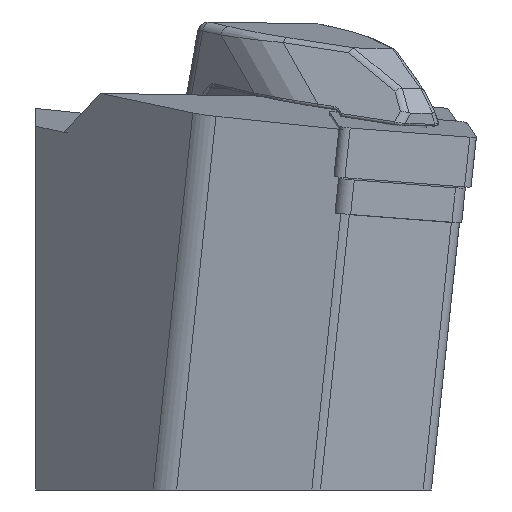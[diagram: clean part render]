
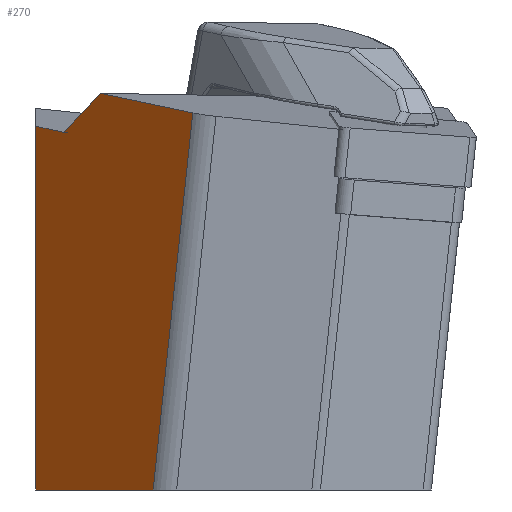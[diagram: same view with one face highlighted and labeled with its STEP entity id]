
A CAD part, left-side view. The second image highlights one B-rep face of the part: STEP entity #270.
In plain terms, the highlighted planar face has unit normal (-0.703, 0.711, 0).
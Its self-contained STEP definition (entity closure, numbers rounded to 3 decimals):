
#270=ADVANCED_FACE('',(#446),#394,.F.);
#394=PLANE('',#2228);
#446=FACE_OUTER_BOUND('',#564,.T.);
#564=EDGE_LOOP('',(#1070,#1071,#1072,#1073,#1074,#1075));
#706=LINE('',#3118,#877);
#716=LINE('',#3141,#887);
#717=LINE('',#3143,#888);
#718=LINE('',#3145,#889);
#719=LINE('',#3147,#890);
#720=LINE('',#3149,#891);
#877=VECTOR('',#2480,1.);
#887=VECTOR('',#2498,1.);
#888=VECTOR('',#2499,1.);
#889=VECTOR('',#2500,1.);
#890=VECTOR('',#2501,1.);
#891=VECTOR('',#2502,1.);
#1070=ORIENTED_EDGE('',*,*,#1870,.F.);
#1071=ORIENTED_EDGE('',*,*,#1871,.T.);
#1072=ORIENTED_EDGE('',*,*,#1872,.F.);
#1073=ORIENTED_EDGE('',*,*,#1873,.F.);
#1074=ORIENTED_EDGE('',*,*,#1874,.T.);
#1075=ORIENTED_EDGE('',*,*,#1859,.F.);
#1662=VERTEX_POINT('',#3117);
#1663=VERTEX_POINT('',#3119);
#1672=VERTEX_POINT('',#3142);
#1673=VERTEX_POINT('',#3144);
#1674=VERTEX_POINT('',#3146);
#1675=VERTEX_POINT('',#3148);
#1859=EDGE_CURVE('',#1662,#1663,#706,.T.);
#1870=EDGE_CURVE('',#1672,#1662,#716,.T.);
#1871=EDGE_CURVE('',#1672,#1673,#717,.T.);
#1872=EDGE_CURVE('',#1674,#1673,#718,.T.);
#1873=EDGE_CURVE('',#1675,#1674,#719,.T.);
#1874=EDGE_CURVE('',#1675,#1663,#720,.T.);
#2228=AXIS2_PLACEMENT_3D('',#3150,#2503,#2504);
#2480=DIRECTION('',(-0.703,-0.696,-0.147));
#2498=DIRECTION('',(-0.572,-0.566,0.594));
#2499=DIRECTION('',(0.703,0.696,0.147));
#2500=DIRECTION('',(0.001,0.,1.));
#2501=DIRECTION('',(0.711,0.703,0.));
#2502=DIRECTION('',(-0.105,-0.104,0.989));
#2503=DIRECTION('',(0.703,-0.711,0.));
#2504=DIRECTION('',(0.711,0.703,0.));
#3117=CARTESIAN_POINT('',(10.149,-5.909,3.998));
#3118=CARTESIAN_POINT('',(1.702,-14.263,2.227));
#3119=CARTESIAN_POINT('',(1.702,-14.263,2.227));
#3141=CARTESIAN_POINT('',(21.308,5.136,-7.584));
#3142=CARTESIAN_POINT('',(13.552,-2.54,0.465));
#3143=CARTESIAN_POINT('',(2.141,-13.826,-1.927));
#3144=CARTESIAN_POINT('',(16.12,0.,1.004));
#3145=CARTESIAN_POINT('',(16.099,0.,-37.045));
#3146=CARTESIAN_POINT('',(16.101,0.,-32.));
#3147=CARTESIAN_POINT('',(5.853,-10.137,-32.));
#3148=CARTESIAN_POINT('',(5.319,-10.665,-32.));
#3149=CARTESIAN_POINT('',(5.851,-10.136,-37.039));
#3150=CARTESIAN_POINT('',(5.851,-10.136,-37.039));
